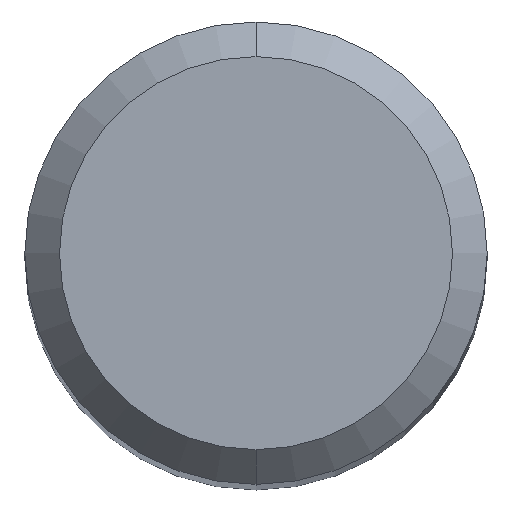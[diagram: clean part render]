
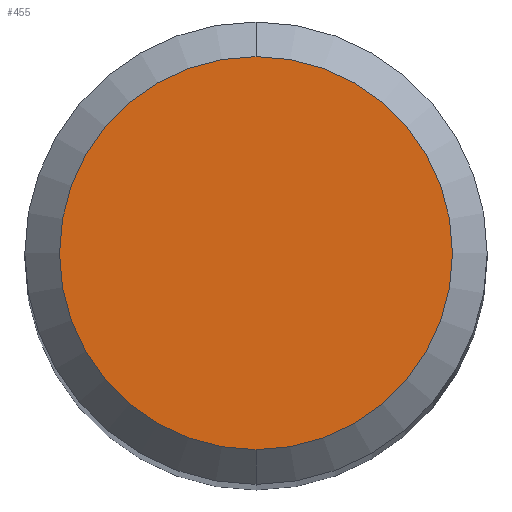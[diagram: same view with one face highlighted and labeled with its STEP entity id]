
A CAD part, top view. The second image highlights one B-rep face of the part: STEP entity #455.
In plain terms, the highlighted planar face has unit normal (0, 0, 1).
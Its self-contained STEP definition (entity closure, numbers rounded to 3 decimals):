
#329=EDGE_CURVE('',#423,#343,#649,.T.);
#343=VERTEX_POINT('',#664);
#423=VERTEX_POINT('',#751);
#433=EDGE_CURVE('',#343,#423,#764,.T.);
#455=ADVANCED_FACE('',(#789),#790,.T.);
#649=CIRCLE('',#1200,1.7);
#664=CARTESIAN_POINT('',(0.,-1.7,0.));
#751=CARTESIAN_POINT('',(0.0,1.7,0.));
#764=CIRCLE('',#1379,1.7);
#789=FACE_OUTER_BOUND('',#1424,.T.);
#790=PLANE('',#1425);
#1200=AXIS2_PLACEMENT_3D('',#1610,#1611,#1612);
#1379=AXIS2_PLACEMENT_3D('',#1743,#1744,#1745);
#1424=EDGE_LOOP('',(#1777,#1778));
#1425=AXIS2_PLACEMENT_3D('',#1779,#1780,#1781);
#1610=CARTESIAN_POINT('',(0.0,0.0,0.));
#1611=DIRECTION('',(0.0,0.0,-1.0));
#1612=DIRECTION('',(0.0,1.0,0.0));
#1743=CARTESIAN_POINT('',(0.0,0.0,0.));
#1744=DIRECTION('',(0.0,0.0,-1.0));
#1745=DIRECTION('',(0.0,1.0,0.0));
#1777=ORIENTED_EDGE('',*,*,#329,.F.);
#1778=ORIENTED_EDGE('',*,*,#433,.F.);
#1779=CARTESIAN_POINT('',(0.0,0.85,0.));
#1780=DIRECTION('',(-0.0,0.0,1.0));
#1781=DIRECTION('',(0.0,-1.0,0.0));
